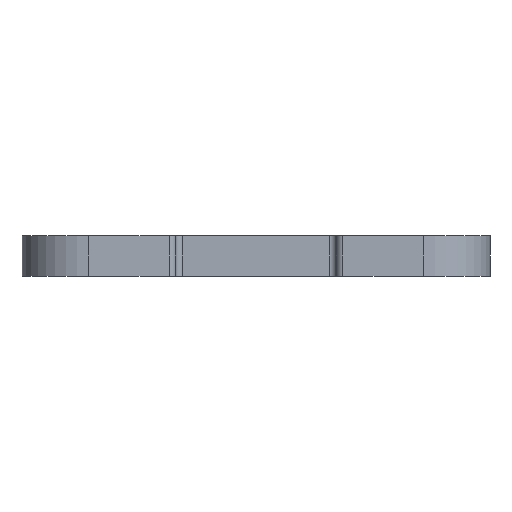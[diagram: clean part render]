
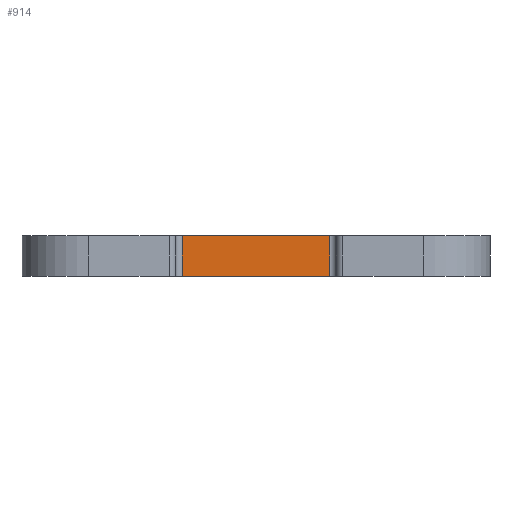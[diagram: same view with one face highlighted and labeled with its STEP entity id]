
A CAD part, front view. The second image highlights one B-rep face of the part: STEP entity #914.
In plain terms, the highlighted planar face has unit normal (0, -1, 0).
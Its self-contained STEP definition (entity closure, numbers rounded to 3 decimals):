
#36=PLANE('',#999);
#78=FACE_OUTER_BOUND('',#126,.T.);
#126=EDGE_LOOP('',(#723,#724,#725,#726));
#208=LINE('',#1504,#296);
#209=LINE('',#1507,#297);
#210=LINE('',#1509,#298);
#211=LINE('',#1510,#299);
#296=VECTOR('',#1229,3.);
#297=VECTOR('',#1232,11.);
#298=VECTOR('',#1233,11.);
#299=VECTOR('',#1234,3.);
#433=VERTEX_POINT('',#1500);
#434=VERTEX_POINT('',#1502);
#435=VERTEX_POINT('',#1506);
#436=VERTEX_POINT('',#1508);
#556=EDGE_CURVE('',#433,#434,#208,.T.);
#557=EDGE_CURVE('',#433,#435,#209,.T.);
#558=EDGE_CURVE('',#436,#434,#210,.T.);
#559=EDGE_CURVE('',#435,#436,#211,.T.);
#723=ORIENTED_EDGE('',*,*,#557,.F.);
#724=ORIENTED_EDGE('',*,*,#556,.T.);
#725=ORIENTED_EDGE('',*,*,#558,.F.);
#726=ORIENTED_EDGE('',*,*,#559,.F.);
#914=ADVANCED_FACE('',(#78),#36,.T.);
#999=AXIS2_PLACEMENT_3D('',#1505,#1230,#1231);
#1229=DIRECTION('',(0.,0.,1.));
#1230=DIRECTION('center_axis',(0.,-1.,0.));
#1231=DIRECTION('ref_axis',(1.,0.,0.));
#1232=DIRECTION('',(-1.,0.,0.));
#1233=DIRECTION('',(1.,0.,0.));
#1234=DIRECTION('',(0.,0.,1.));
#1500=CARTESIAN_POINT('',(5.5,-16.,0.));
#1502=CARTESIAN_POINT('',(5.5,-16.,3.));
#1504=CARTESIAN_POINT('',(5.5,-16.,0.));
#1505=CARTESIAN_POINT('Origin',(-5.5,-16.,0.));
#1506=CARTESIAN_POINT('',(-5.5,-16.,0.));
#1507=CARTESIAN_POINT('',(5.5,-16.,0.));
#1508=CARTESIAN_POINT('',(-5.5,-16.,3.));
#1509=CARTESIAN_POINT('',(5.5,-16.,3.));
#1510=CARTESIAN_POINT('',(-5.5,-16.,0.));
